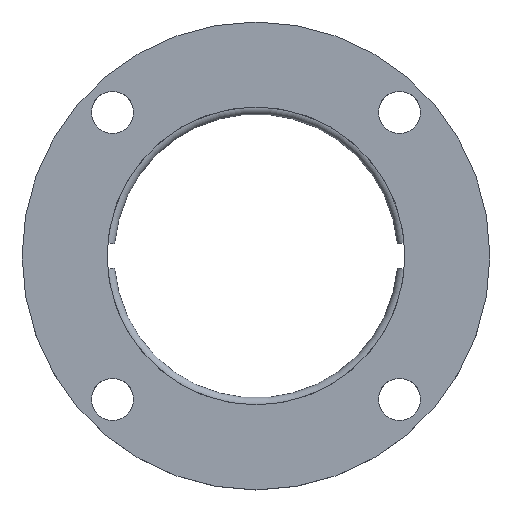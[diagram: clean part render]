
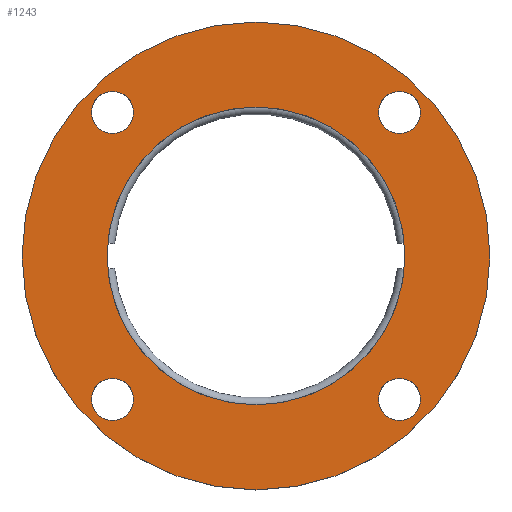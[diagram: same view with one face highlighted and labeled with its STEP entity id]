
A CAD part, top view. The second image highlights one B-rep face of the part: STEP entity #1243.
In plain terms, the highlighted planar face has unit normal (0, 0, 1).
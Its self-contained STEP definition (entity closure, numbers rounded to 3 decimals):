
#3 = CARTESIAN_POINT ( 'NONE',  ( -75., 0., 0. ) ) ;
#7 = DIRECTION ( 'NONE',  ( 0., 0., -1. ) ) ;
#9 = FACE_BOUND ( 'NONE', #450, .T. ) ;
#49 = FACE_BOUND ( 'NONE', #1477, .T. ) ;
#75 = DIRECTION ( 'NONE',  ( 0., 0., -1. ) ) ;
#119 = EDGE_CURVE ( 'NONE', #610, #846, #952, .T. ) ;
#125 = AXIS2_PLACEMENT_3D ( 'NONE', #581, #1390, #699 ) ;
#127 = DIRECTION ( 'NONE',  ( 0., 0., -1. ) ) ;
#129 = CARTESIAN_POINT ( 'NONE',  ( 0., 0., 0. ) ) ;
#191 = EDGE_CURVE ( 'NONE', #253, #721, #283, .T. ) ;
#194 = EDGE_LOOP ( 'NONE', ( #1438, #1111 ) ) ;
#198 = EDGE_CURVE ( 'NONE', #200, #920, #241, .T. ) ;
#200 = VERTEX_POINT ( 'NONE', #1185 ) ;
#219 = EDGE_CURVE ( 'NONE', #1017, #1000, #559, .T. ) ;
#241 = CIRCLE ( 'NONE', #1507, 6.75 ) ;
#243 = DIRECTION ( 'NONE',  ( 1., 0., 0. ) ) ;
#253 = VERTEX_POINT ( 'NONE', #490 ) ;
#271 = CARTESIAN_POINT ( 'NONE',  ( -39.25, 46., 0. ) ) ;
#283 = CIRCLE ( 'NONE', #1288, 6.75 ) ;
#288 = VERTEX_POINT ( 'NONE', #852 ) ;
#293 = ORIENTED_EDGE ( 'NONE', *, *, #1278, .T. ) ;
#317 = FACE_BOUND ( 'NONE', #194, .T. ) ;
#333 = CIRCLE ( 'NONE', #528, 6.75 ) ;
#344 = DIRECTION ( 'NONE',  ( 0., 0., -1. ) ) ;
#370 = ORIENTED_EDGE ( 'NONE', *, *, #731, .T. ) ;
#394 = CIRCLE ( 'NONE', #516, 47.75 ) ;
#443 = CARTESIAN_POINT ( 'NONE',  ( 0., 0., 0. ) ) ;
#450 = EDGE_LOOP ( 'NONE', ( #370, #738 ) ) ;
#460 = ORIENTED_EDGE ( 'NONE', *, *, #219, .T. ) ;
#466 = CARTESIAN_POINT ( 'NONE',  ( 0., 0., 0. ) ) ;
#487 = DIRECTION ( 'NONE',  ( 0., 0., -1. ) ) ;
#490 = CARTESIAN_POINT ( 'NONE',  ( 52.75, 46., 0. ) ) ;
#516 = AXIS2_PLACEMENT_3D ( 'NONE', #466, #1291, #590 ) ;
#528 = AXIS2_PLACEMENT_3D ( 'NONE', #778, #75, #901 ) ;
#550 = EDGE_LOOP ( 'NONE', ( #1104, #1123 ) ) ;
#559 = CIRCLE ( 'NONE', #1436, 75. ) ;
#563 = DIRECTION ( 'NONE',  ( 1., 0., 0. ) ) ;
#571 = DIRECTION ( 'NONE',  ( 0., 0., -1. ) ) ;
#577 = CARTESIAN_POINT ( 'NONE',  ( -47.75, 0., 0. ) ) ;
#581 = CARTESIAN_POINT ( 'NONE',  ( 46., -46., 0. ) ) ;
#583 = CARTESIAN_POINT ( 'NONE',  ( -52.75, -46., 0. ) ) ;
#590 = DIRECTION ( 'NONE',  ( 1., 0., 0. ) ) ;
#593 = DIRECTION ( 'NONE',  ( 0., 0., -1. ) ) ;
#602 = DIRECTION ( 'NONE',  ( 0., 0., -1. ) ) ;
#610 = VERTEX_POINT ( 'NONE', #1236 ) ;
#637 = CARTESIAN_POINT ( 'NONE',  ( 0., 0., 0. ) ) ;
#641 = FACE_OUTER_BOUND ( 'NONE', #1313, .T. ) ;
#642 = EDGE_CURVE ( 'NONE', #1474, #288, #333, .T. ) ;
#661 = EDGE_CURVE ( 'NONE', #288, #1474, #1496, .T. ) ;
#696 = VERTEX_POINT ( 'NONE', #577 ) ;
#699 = DIRECTION ( 'NONE',  ( -1., 0., 0. ) ) ;
#713 = CARTESIAN_POINT ( 'NONE',  ( 46., 46., 0. ) ) ;
#721 = VERTEX_POINT ( 'NONE', #1166 ) ;
#731 = EDGE_CURVE ( 'NONE', #920, #200, #1100, .T. ) ;
#738 = ORIENTED_EDGE ( 'NONE', *, *, #198, .T. ) ;
#739 = AXIS2_PLACEMENT_3D ( 'NONE', #443, #1269, #563 ) ;
#756 = DIRECTION ( 'NONE',  ( 1., 0., 0. ) ) ;
#768 = AXIS2_PLACEMENT_3D ( 'NONE', #1273, #571, #1381 ) ;
#778 = CARTESIAN_POINT ( 'NONE',  ( -46., 46., 0. ) ) ;
#786 = AXIS2_PLACEMENT_3D ( 'NONE', #1194, #487, #1315 ) ;
#795 = CARTESIAN_POINT ( 'NONE',  ( 52.75, -46., 0. ) ) ;
#801 = AXIS2_PLACEMENT_3D ( 'NONE', #637, #1441, #756 ) ;
#830 = DIRECTION ( 'NONE',  ( -1., 0., 0. ) ) ;
#834 = CARTESIAN_POINT ( 'NONE',  ( 75., 0., 0. ) ) ;
#835 = CARTESIAN_POINT ( 'NONE',  ( 46., 46., 0. ) ) ;
#836 = AXIS2_PLACEMENT_3D ( 'NONE', #835, #127, #957 ) ;
#846 = VERTEX_POINT ( 'NONE', #795 ) ;
#852 = CARTESIAN_POINT ( 'NONE',  ( -52.75, 46., 0. ) ) ;
#855 = EDGE_CURVE ( 'NONE', #1000, #1017, #946, .T. ) ;
#860 = EDGE_LOOP ( 'NONE', ( #1505, #871 ) ) ;
#871 = ORIENTED_EDGE ( 'NONE', *, *, #642, .T. ) ;
#901 = DIRECTION ( 'NONE',  ( -1., 0., 0. ) ) ;
#916 = AXIS2_PLACEMENT_3D ( 'NONE', #943, #593, #1403 ) ;
#920 = VERTEX_POINT ( 'NONE', #583 ) ;
#943 = CARTESIAN_POINT ( 'NONE',  ( -47.75, 0., 0. ) ) ;
#946 = CIRCLE ( 'NONE', #739, 75. ) ;
#952 = CIRCLE ( 'NONE', #125, 6.75 ) ;
#953 = FACE_BOUND ( 'NONE', #860, .T. ) ;
#957 = DIRECTION ( 'NONE',  ( -1., 0., 0. ) ) ;
#959 = DIRECTION ( 'NONE',  ( 0., 0., 1. ) ) ;
#973 = CIRCLE ( 'NONE', #801, 47.75 ) ;
#1000 = VERTEX_POINT ( 'NONE', #3 ) ;
#1017 = VERTEX_POINT ( 'NONE', #834 ) ;
#1021 = VERTEX_POINT ( 'NONE', #1309 ) ;
#1039 = EDGE_CURVE ( 'NONE', #846, #610, #1272, .T. ) ;
#1054 = CARTESIAN_POINT ( 'NONE',  ( -46., -46., 0. ) ) ;
#1100 = CIRCLE ( 'NONE', #1239, 6.75 ) ;
#1104 = ORIENTED_EDGE ( 'NONE', *, *, #1205, .F. ) ;
#1111 = ORIENTED_EDGE ( 'NONE', *, *, #1039, .T. ) ;
#1123 = ORIENTED_EDGE ( 'NONE', *, *, #1475, .F. ) ;
#1125 = ORIENTED_EDGE ( 'NONE', *, *, #855, .T. ) ;
#1138 = ORIENTED_EDGE ( 'NONE', *, *, #191, .T. ) ;
#1166 = CARTESIAN_POINT ( 'NONE',  ( 39.25, 46., 0. ) ) ;
#1172 = DIRECTION ( 'NONE',  ( -1., 0., 0. ) ) ;
#1173 = PLANE ( 'NONE',  #916 ) ;
#1185 = CARTESIAN_POINT ( 'NONE',  ( -39.25, -46., 0. ) ) ;
#1194 = CARTESIAN_POINT ( 'NONE',  ( 46., -46., 0. ) ) ;
#1205 = EDGE_CURVE ( 'NONE', #1021, #696, #394, .T. ) ;
#1226 = FACE_BOUND ( 'NONE', #550, .T. ) ;
#1236 = CARTESIAN_POINT ( 'NONE',  ( 39.25, -46., 0. ) ) ;
#1239 = AXIS2_PLACEMENT_3D ( 'NONE', #1054, #344, #1172 ) ;
#1243 = ADVANCED_FACE ( 'NONE', ( #49, #317, #9, #953, #1226, #641 ), #1173, .F. ) ;
#1269 = DIRECTION ( 'NONE',  ( 0., 0., 1. ) ) ;
#1272 = CIRCLE ( 'NONE', #786, 6.75 ) ;
#1273 = CARTESIAN_POINT ( 'NONE',  ( -46., 46., 0. ) ) ;
#1278 = EDGE_CURVE ( 'NONE', #721, #253, #1482, .T. ) ;
#1288 = AXIS2_PLACEMENT_3D ( 'NONE', #713, #7, #830 ) ;
#1291 = DIRECTION ( 'NONE',  ( 0., 0., 1. ) ) ;
#1307 = CARTESIAN_POINT ( 'NONE',  ( -46., -46., 0. ) ) ;
#1309 = CARTESIAN_POINT ( 'NONE',  ( 47.75, 0., 0. ) ) ;
#1313 = EDGE_LOOP ( 'NONE', ( #460, #1125 ) ) ;
#1315 = DIRECTION ( 'NONE',  ( -1., 0., 0. ) ) ;
#1381 = DIRECTION ( 'NONE',  ( -1., 0., 0. ) ) ;
#1390 = DIRECTION ( 'NONE',  ( 0., 0., -1. ) ) ;
#1403 = DIRECTION ( 'NONE',  ( -1., 0., 0. ) ) ;
#1410 = DIRECTION ( 'NONE',  ( -1., 0., 0. ) ) ;
#1436 = AXIS2_PLACEMENT_3D ( 'NONE', #129, #959, #243 ) ;
#1438 = ORIENTED_EDGE ( 'NONE', *, *, #119, .T. ) ;
#1441 = DIRECTION ( 'NONE',  ( 0., 0., 1. ) ) ;
#1474 = VERTEX_POINT ( 'NONE', #271 ) ;
#1475 = EDGE_CURVE ( 'NONE', #696, #1021, #973, .T. ) ;
#1477 = EDGE_LOOP ( 'NONE', ( #293, #1138 ) ) ;
#1482 = CIRCLE ( 'NONE', #836, 6.75 ) ;
#1496 = CIRCLE ( 'NONE', #768, 6.75 ) ;
#1505 = ORIENTED_EDGE ( 'NONE', *, *, #661, .T. ) ;
#1507 = AXIS2_PLACEMENT_3D ( 'NONE', #1307, #602, #1410 ) ;
